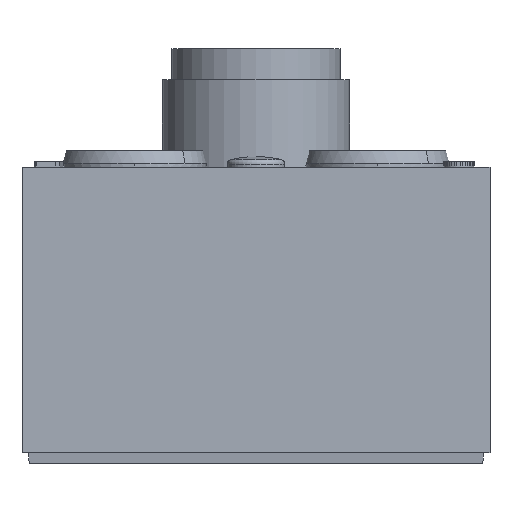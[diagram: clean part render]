
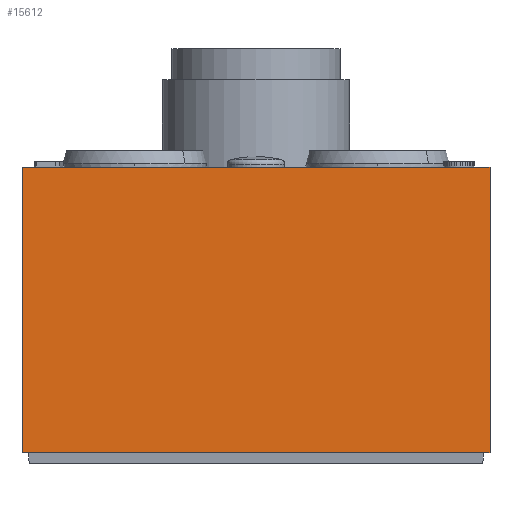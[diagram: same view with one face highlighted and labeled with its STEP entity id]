
A CAD part, front view. The second image highlights one B-rep face of the part: STEP entity #15612.
In plain terms, the highlighted planar face has unit normal (0, -1, 0.026).
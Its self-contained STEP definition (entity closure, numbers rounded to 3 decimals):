
#758=DIRECTION('',(1.,0.,0.));
#759=VECTOR('',#758,30.);
#760=CARTESIAN_POINT('',(1.,18.139,26.));
#761=LINE('',#760,#759);
#2548=DIRECTION('',(0.,-0.026,-1.));
#2549=VECTOR('',#2548,18.306);
#2550=CARTESIAN_POINT('',(31.,18.139,26.));
#2551=LINE('',#2550,#2549);
#3659=DIRECTION('',(0.,0.026,1.));
#3660=VECTOR('',#3659,18.306);
#3661=CARTESIAN_POINT('',(1.,17.66,7.7));
#3662=LINE('',#3661,#3660);
#3970=DIRECTION('',(-1.,0.,0.));
#3971=VECTOR('',#3970,30.);
#3972=CARTESIAN_POINT('',(31.,17.66,7.7));
#3973=LINE('',#3972,#3971);
#11540=CARTESIAN_POINT('',(31.,17.66,7.7));
#11541=CARTESIAN_POINT('',(1.,17.66,7.7));
#11542=VERTEX_POINT('',#11540);
#11543=VERTEX_POINT('',#11541);
#12141=CARTESIAN_POINT('',(1.,18.139,26.));
#12142=CARTESIAN_POINT('',(31.,18.139,26.));
#12143=VERTEX_POINT('',#12141);
#12144=VERTEX_POINT('',#12142);
#15601=CARTESIAN_POINT('',(1.,18.139,26.));
#15602=DIRECTION('',(0.,-1.,0.026));
#15603=DIRECTION('',(-1.,0.,0.));
#15604=AXIS2_PLACEMENT_3D('',#15601,#15602,#15603);
#15605=PLANE('',#15604);
#15606=ORIENTED_EDGE('',*,*,#13353,.T.);
#15607=ORIENTED_EDGE('',*,*,#14009,.T.);
#15608=ORIENTED_EDGE('',*,*,#15546,.T.);
#15609=ORIENTED_EDGE('',*,*,#15332,.T.);
#15610=EDGE_LOOP('',(#15606,#15607,#15608,#15609));
#15611=FACE_OUTER_BOUND('',#15610,.F.);
#15612=ADVANCED_FACE('',(#15611),#15605,.T.);
#13353=EDGE_CURVE('',#12143,#12144,#761,.T.);
#14009=EDGE_CURVE('',#12144,#11542,#2551,.T.);
#15332=EDGE_CURVE('',#11543,#12143,#3662,.T.);
#15546=EDGE_CURVE('',#11542,#11543,#3973,.T.);
